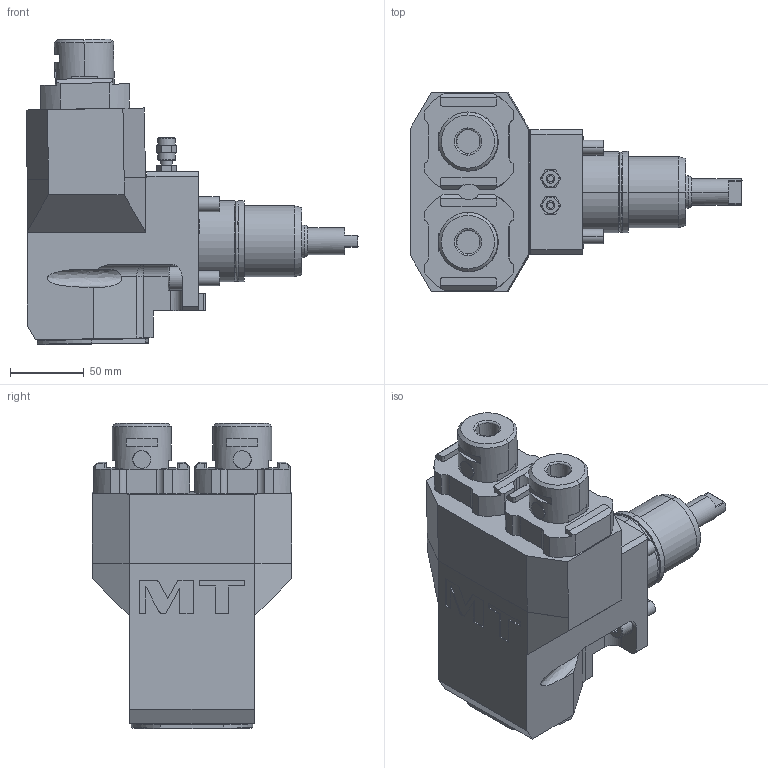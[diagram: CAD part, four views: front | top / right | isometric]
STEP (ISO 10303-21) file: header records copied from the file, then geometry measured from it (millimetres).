
FILE_DESCRIPTION((''),'2;1');
FILE_NAME('NKM1250616_CONF','2023-06-21T11:24:08',('gvalli'),('M.T. srl'),'CREO PARAMETRIC BY PTC INC, 2021072','CREO PARAMETRIC BY PTC INC, 2021072','');
FILE_SCHEMA(('CONFIG_CONTROL_DESIGN'));
Length unit declared in the file: millimetre
Products named in the file (1): NKM1250616_CONF
Bounding box: 224.56 x 135 x 206.89 mm (x, y, z)
Volume: 1850627.9 mm3; surface area: 139342.5 mm2
Topology: 1 solids, 1 shells, 390 faces, 960 edges, 618 vertices
Faces by surface type: plane 220, cylinder 122, torus 22, cone 18, sphere 4, bspline 2, extrusion 2
Entity records: 12578 total; most frequent: CARTESIAN_POINT 3172, DIRECTION 1972, ORIENTED_EDGE 1912, EDGE_CURVE 956, AXIS2_PLACEMENT_3D 688, VERTEX_POINT 618, VECTOR 596, LINE 594
